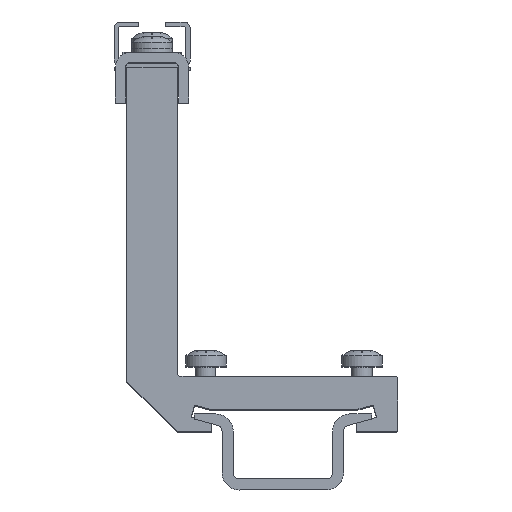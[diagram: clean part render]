
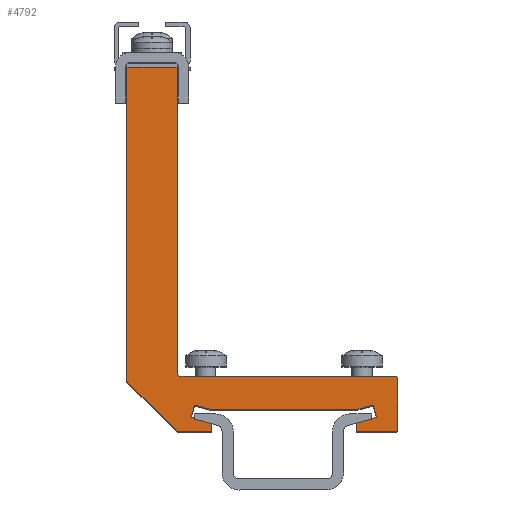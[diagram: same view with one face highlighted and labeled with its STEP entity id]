
A CAD part, left-side view. The second image highlights one B-rep face of the part: STEP entity #4792.
In plain terms, the highlighted planar face has unit normal (-1, 0, 0).
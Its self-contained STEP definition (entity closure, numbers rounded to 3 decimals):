
#171=FACE_OUTER_BOUND('',#5616,.T.);
#516=LINE('',#13062,#1030);
#517=LINE('',#13065,#1031);
#518=LINE('',#13067,#1032);
#519=LINE('',#13069,#1033);
#520=LINE('',#13071,#1034);
#521=LINE('',#13073,#1035);
#522=LINE('',#13075,#1036);
#523=LINE('',#13077,#1037);
#524=LINE('',#13079,#1038);
#525=LINE('',#13081,#1039);
#526=LINE('',#13083,#1040);
#527=LINE('',#13085,#1041);
#528=LINE('',#13087,#1042);
#529=LINE('',#13091,#1043);
#530=LINE('',#13095,#1044);
#531=LINE('',#13099,#1045);
#532=LINE('',#13101,#1046);
#1030=VECTOR('',#10903,1.);
#1031=VECTOR('',#10904,1.);
#1032=VECTOR('',#10905,1.);
#1033=VECTOR('',#10906,1.);
#1034=VECTOR('',#10907,1.);
#1035=VECTOR('',#10908,1.);
#1036=VECTOR('',#10909,1.);
#1037=VECTOR('',#10910,1.);
#1038=VECTOR('',#10911,1.);
#1039=VECTOR('',#10912,1.);
#1040=VECTOR('',#10913,1.);
#1041=VECTOR('',#10914,1.);
#1042=VECTOR('',#10915,1.);
#1043=VECTOR('',#10918,1.);
#1044=VECTOR('',#10921,1.);
#1045=VECTOR('',#10924,1.);
#1046=VECTOR('',#10925,1.);
#4792=ADVANCED_FACE('',(#171),#5218,.T.);
#5218=PLANE('',#10062);
#5616=EDGE_LOOP('',(#6125,#6126,#6127,#6128,#6129,#6130,#6131,#6132,#6133,
#6134,#6135,#6136,#6137,#6138,#6139,#6140,#6141,#6142,#6143,#6144));
#6125=ORIENTED_EDGE('',*,*,#8693,.T.);
#6126=ORIENTED_EDGE('',*,*,#8694,.T.);
#6127=ORIENTED_EDGE('',*,*,#8695,.T.);
#6128=ORIENTED_EDGE('',*,*,#8696,.T.);
#6129=ORIENTED_EDGE('',*,*,#8697,.T.);
#6130=ORIENTED_EDGE('',*,*,#8698,.T.);
#6131=ORIENTED_EDGE('',*,*,#8699,.T.);
#6132=ORIENTED_EDGE('',*,*,#8700,.T.);
#6133=ORIENTED_EDGE('',*,*,#8701,.T.);
#6134=ORIENTED_EDGE('',*,*,#8702,.T.);
#6135=ORIENTED_EDGE('',*,*,#8703,.T.);
#6136=ORIENTED_EDGE('',*,*,#8704,.T.);
#6137=ORIENTED_EDGE('',*,*,#8705,.T.);
#6138=ORIENTED_EDGE('',*,*,#8706,.T.);
#6139=ORIENTED_EDGE('',*,*,#8707,.T.);
#6140=ORIENTED_EDGE('',*,*,#8708,.T.);
#6141=ORIENTED_EDGE('',*,*,#8709,.T.);
#6142=ORIENTED_EDGE('',*,*,#8710,.T.);
#6143=ORIENTED_EDGE('',*,*,#8711,.T.);
#6144=ORIENTED_EDGE('',*,*,#8712,.T.);
#8059=VERTEX_POINT('',#13063);
#8060=VERTEX_POINT('',#13064);
#8061=VERTEX_POINT('',#13066);
#8062=VERTEX_POINT('',#13068);
#8063=VERTEX_POINT('',#13070);
#8064=VERTEX_POINT('',#13072);
#8065=VERTEX_POINT('',#13074);
#8066=VERTEX_POINT('',#13076);
#8067=VERTEX_POINT('',#13078);
#8068=VERTEX_POINT('',#13080);
#8069=VERTEX_POINT('',#13082);
#8070=VERTEX_POINT('',#13084);
#8071=VERTEX_POINT('',#13086);
#8072=VERTEX_POINT('',#13088);
#8073=VERTEX_POINT('',#13090);
#8074=VERTEX_POINT('',#13092);
#8075=VERTEX_POINT('',#13094);
#8076=VERTEX_POINT('',#13096);
#8077=VERTEX_POINT('',#13098);
#8078=VERTEX_POINT('',#13100);
#8693=EDGE_CURVE('',#8059,#8060,#516,.T.);
#8694=EDGE_CURVE('',#8060,#8061,#517,.T.);
#8695=EDGE_CURVE('',#8061,#8062,#518,.T.);
#8696=EDGE_CURVE('',#8062,#8063,#519,.T.);
#8697=EDGE_CURVE('',#8063,#8064,#520,.T.);
#8698=EDGE_CURVE('',#8064,#8065,#521,.T.);
#8699=EDGE_CURVE('',#8065,#8066,#522,.T.);
#8700=EDGE_CURVE('',#8066,#8067,#523,.T.);
#8701=EDGE_CURVE('',#8067,#8068,#524,.T.);
#8702=EDGE_CURVE('',#8068,#8069,#525,.T.);
#8703=EDGE_CURVE('',#8069,#8070,#526,.T.);
#8704=EDGE_CURVE('',#8070,#8071,#527,.T.);
#8705=EDGE_CURVE('',#8071,#8072,#528,.T.);
#8706=EDGE_CURVE('',#8072,#8073,#9664,.T.);
#8707=EDGE_CURVE('',#8073,#8074,#529,.T.);
#8708=EDGE_CURVE('',#8074,#8075,#9665,.T.);
#8709=EDGE_CURVE('',#8075,#8076,#530,.T.);
#8710=EDGE_CURVE('',#8076,#8077,#9666,.T.);
#8711=EDGE_CURVE('',#8077,#8078,#531,.T.);
#8712=EDGE_CURVE('',#8078,#8059,#532,.T.);
#9664=CIRCLE('',#10059,0.5);
#9665=CIRCLE('',#10060,0.5);
#9666=CIRCLE('',#10061,0.5);
#10059=AXIS2_PLACEMENT_3D('',#13089,#10916,#10917);
#10060=AXIS2_PLACEMENT_3D('',#13093,#10919,#10920);
#10061=AXIS2_PLACEMENT_3D('',#13097,#10922,#10923);
#10062=AXIS2_PLACEMENT_3D('',#13102,#10926,#10927);
#10903=DIRECTION('',(0.,0.,-1.));
#10904=DIRECTION('',(0.,-0.707,-0.707));
#10905=DIRECTION('',(0.,-1.,0.));
#10906=DIRECTION('',(0.,0.,1.));
#10907=DIRECTION('',(0.,0.966,0.259));
#10908=DIRECTION('',(0.,-0.259,0.966));
#10909=DIRECTION('',(0.,-0.966,-0.259));
#10910=DIRECTION('',(0.,-1.,0.));
#10911=DIRECTION('',(0.,-0.966,0.259));
#10912=DIRECTION('',(0.,-0.259,-0.966));
#10913=DIRECTION('',(0.,0.966,-0.259));
#10914=DIRECTION('',(0.,0.,-1.));
#10915=DIRECTION('',(0.,-1.,0.));
#10916=DIRECTION('',(-1.,0.,0.));
#10917=DIRECTION('',(0.,0.,-1.));
#10918=DIRECTION('',(0.,0.,1.));
#10919=DIRECTION('',(-1.,0.,0.));
#10920=DIRECTION('',(0.,0.,-1.));
#10921=DIRECTION('',(0.,1.,0.));
#10922=DIRECTION('',(1.,0.,0.));
#10923=DIRECTION('',(0.,0.,-1.));
#10924=DIRECTION('',(0.,0.,1.));
#10925=DIRECTION('',(0.,1.,0.));
#10926=DIRECTION('',(-1.,0.,0.));
#10927=DIRECTION('',(0.,0.,1.));
#13062=CARTESIAN_POINT('',(-40.,90.5,75.4));
#13063=CARTESIAN_POINT('',(-40.,90.5,74.7));
#13064=CARTESIAN_POINT('',(-40.,90.5,12.7));
#13065=CARTESIAN_POINT('',(-40.,72.25,-5.55));
#13066=CARTESIAN_POINT('',(-40.,80.5,2.7));
#13067=CARTESIAN_POINT('',(-40.,90.5,2.7));
#13068=CARTESIAN_POINT('',(-40.,73.75,2.7));
#13069=CARTESIAN_POINT('',(-40.,73.75,2.7));
#13070=CARTESIAN_POINT('',(-40.,73.75,4.511));
#13071=CARTESIAN_POINT('',(-40.,73.75,4.511));
#13072=CARTESIAN_POINT('',(-40.,77.8,5.597));
#13073=CARTESIAN_POINT('',(-40.,77.8,5.597));
#13074=CARTESIAN_POINT('',(-40.,77.153,8.011));
#13075=CARTESIAN_POINT('',(-40.,77.153,8.011));
#13076=CARTESIAN_POINT('',(-40.,74.125,7.2));
#13077=CARTESIAN_POINT('',(-40.,74.125,7.2));
#13078=CARTESIAN_POINT('',(-40.,44.875,7.2));
#13079=CARTESIAN_POINT('',(-40.,44.875,7.2));
#13080=CARTESIAN_POINT('',(-40.,41.847,8.011));
#13081=CARTESIAN_POINT('',(-40.,41.847,8.011));
#13082=CARTESIAN_POINT('',(-40.,41.2,5.597));
#13083=CARTESIAN_POINT('',(-40.,41.2,5.597));
#13084=CARTESIAN_POINT('',(-40.,45.25,4.511));
#13085=CARTESIAN_POINT('',(-40.,45.25,4.511));
#13086=CARTESIAN_POINT('',(-40.,45.25,2.7));
#13087=CARTESIAN_POINT('',(-40.,45.25,2.7));
#13088=CARTESIAN_POINT('',(-40.,37.5,2.7));
#13089=CARTESIAN_POINT('',(-40.,37.5,3.2));
#13090=CARTESIAN_POINT('',(-40.,37.,3.2));
#13091=CARTESIAN_POINT('',(-40.,37.,2.7));
#13092=CARTESIAN_POINT('',(-40.,37.,13.2));
#13093=CARTESIAN_POINT('',(-40.,37.5,13.2));
#13094=CARTESIAN_POINT('',(-40.,37.5,13.7));
#13095=CARTESIAN_POINT('',(-40.,37.,13.7));
#13096=CARTESIAN_POINT('',(-40.,80.,13.7));
#13097=CARTESIAN_POINT('',(-40.,80.,14.2));
#13098=CARTESIAN_POINT('',(-40.,80.5,14.2));
#13099=CARTESIAN_POINT('',(-40.,80.5,13.7));
#13100=CARTESIAN_POINT('',(-40.,80.5,74.7));
#13101=CARTESIAN_POINT('',(-40.,80.5,74.7));
#13102=CARTESIAN_POINT('',(-40.,59.5,7.2));
